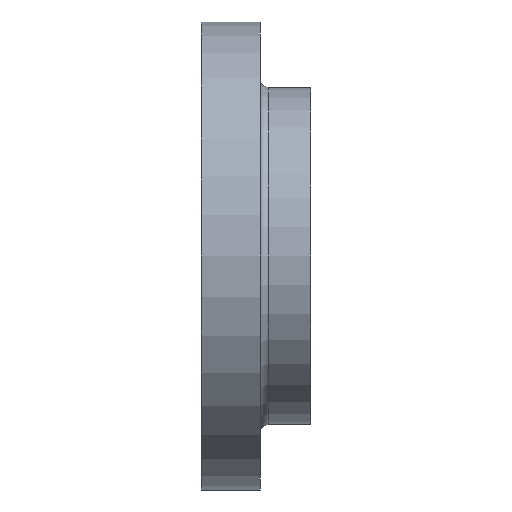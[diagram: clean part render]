
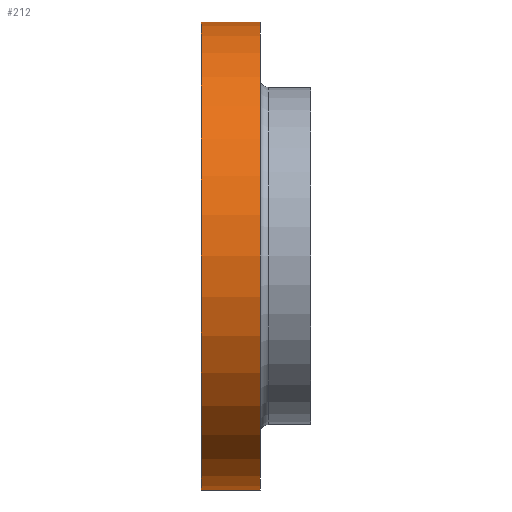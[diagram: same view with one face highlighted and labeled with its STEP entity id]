
A CAD part, front view. The second image highlights one B-rep face of the part: STEP entity #212.
In plain terms, the highlighted cylindrical face has radius 352.425 mm (diameter 704.85 mm), a partial arc.
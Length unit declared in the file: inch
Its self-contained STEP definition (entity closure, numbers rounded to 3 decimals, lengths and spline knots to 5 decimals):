
#46 = CARTESIAN_POINT ( 'NONE',  ( 1.54986, 0., 13.875 ) ) ;
#131 = ORIENTED_EDGE ( 'NONE', *, *, #812, .T. ) ;
#198 = VERTEX_POINT ( 'NONE', #46 ) ;
#212 = ADVANCED_FACE ( 'NONE', ( #616 ), #1200, .T. ) ;
#217 = CARTESIAN_POINT ( 'NONE',  ( 1.54986, 0., 0. ) ) ;
#294 = DIRECTION ( 'NONE',  ( -1., 0., 0. ) ) ;
#425 = EDGE_CURVE ( 'NONE', #1894, #1080, #1870, .T. ) ;
#471 = DIRECTION ( 'NONE',  ( -1., 0., 0. ) ) ;
#487 = AXIS2_PLACEMENT_3D ( 'NONE', #1796, #471, #1209 ) ;
#515 = VECTOR ( 'NONE', #1838, 39.37008 ) ;
#567 = LINE ( 'NONE', #1607, #795 ) ;
#616 = FACE_OUTER_BOUND ( 'NONE', #1810, .T. ) ;
#719 = AXIS2_PLACEMENT_3D ( 'NONE', #1035, #723, #1299 ) ;
#723 = DIRECTION ( 'NONE',  ( -1., 0., 0. ) ) ;
#781 = ORIENTED_EDGE ( 'NONE', *, *, #1437, .F. ) ;
#795 = VECTOR ( 'NONE', #294, 39.37008 ) ;
#812 = EDGE_CURVE ( 'NONE', #1097, #198, #1306, .T. ) ;
#928 = DIRECTION ( 'NONE',  ( 0., 0., 1. ) ) ;
#1028 = ORIENTED_EDGE ( 'NONE', *, *, #425, .F. ) ;
#1035 = CARTESIAN_POINT ( 'NONE',  ( -1.95014, 0., 0. ) ) ;
#1080 = VERTEX_POINT ( 'NONE', #1411 ) ;
#1097 = VERTEX_POINT ( 'NONE', #1564 ) ;
#1200 = CYLINDRICAL_SURFACE ( 'NONE', #487, 13.875 ) ;
#1206 = EDGE_CURVE ( 'NONE', #198, #1080, #567, .T. ) ;
#1209 = DIRECTION ( 'NONE',  ( 0., 0., 1. ) ) ;
#1217 = AXIS2_PLACEMENT_3D ( 'NONE', #217, #1374, #928 ) ;
#1235 = CARTESIAN_POINT ( 'NONE',  ( 0., 0., -13.875 ) ) ;
#1299 = DIRECTION ( 'NONE',  ( 0., 0., 1. ) ) ;
#1306 = CIRCLE ( 'NONE', #1217, 13.875 ) ;
#1374 = DIRECTION ( 'NONE',  ( -1., 0., 0. ) ) ;
#1384 = LINE ( 'NONE', #1235, #515 ) ;
#1411 = CARTESIAN_POINT ( 'NONE',  ( -1.95014, 0., 13.875 ) ) ;
#1435 = CARTESIAN_POINT ( 'NONE',  ( -1.95014, 0., -13.875 ) ) ;
#1437 = EDGE_CURVE ( 'NONE', #1097, #1894, #1384, .T. ) ;
#1514 = ORIENTED_EDGE ( 'NONE', *, *, #1206, .T. ) ;
#1564 = CARTESIAN_POINT ( 'NONE',  ( 1.54986, 0., -13.875 ) ) ;
#1607 = CARTESIAN_POINT ( 'NONE',  ( 0., 0., 13.875 ) ) ;
#1796 = CARTESIAN_POINT ( 'NONE',  ( 0., 0., 0. ) ) ;
#1810 = EDGE_LOOP ( 'NONE', ( #781, #131, #1514, #1028 ) ) ;
#1838 = DIRECTION ( 'NONE',  ( -1., 0., 0. ) ) ;
#1870 = CIRCLE ( 'NONE', #719, 13.875 ) ;
#1894 = VERTEX_POINT ( 'NONE', #1435 ) ;
